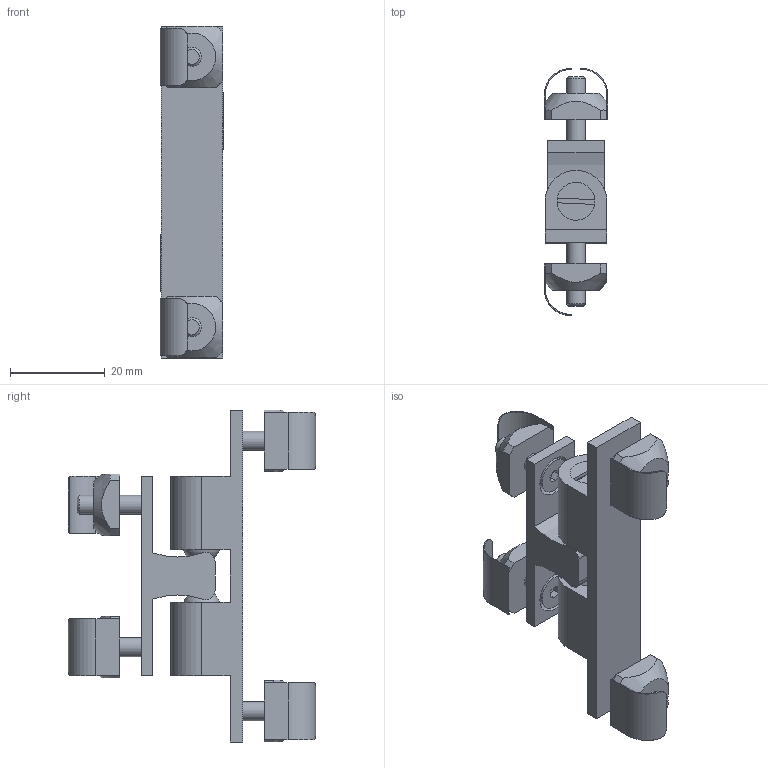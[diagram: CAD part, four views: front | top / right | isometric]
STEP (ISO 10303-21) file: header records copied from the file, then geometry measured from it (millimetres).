
FILE_DESCRIPTION(/* description */ ('Gleitmutter mit Federblech'),/* implementation_level */ '2;1');
FILE_NAME(/* name */ '211757-2.step',/* time_stamp */ '2021-08-27T13:33:57+02:00',/* author */ ('Oster'),/* organization */ (''),/* preprocessor_version */ 'ST-DEVELOPER v18.1',/* originating_system */ 'Autodesk Inventor 2021',/* authorisation */ '');
FILE_SCHEMA (('AUTOMOTIVE_DESIGN { 1 0 10303 214 3 1 1 }'));
Length unit declared in the file: millimetre
Products named in the file (6): MTW_1-00056722; 21-1757-1FZ.000; leer; leer_1; leer_2; 21-1351-2FZ.005
Assembly tree (11 placements, depth 3):
  MTW_1-00056722
    21-1757-1FZ.000
      leer
      leer_1
    leer_2  x4
    21-1351-2FZ.005  x4
Bounding box: 13.4 x 52.1 x 70 mm (x, y, z)
Volume: 12514.6 mm3; surface area: 10848.5 mm2
Topology: 12 solids, 12 shells, 190 faces, 478 edges, 312 vertices
Faces by surface type: plane 120, cylinder 46, cone 20, sphere 4
Full cylindrical faces by diameter (mm): 4 x8, 4.2 x2, 4.3 x2, 7.53 x4, 8 x4
Entity records: 2960 total; most frequent: CARTESIAN_POINT 538, DIRECTION 479, ORIENTED_EDGE 436, EDGE_CURVE 218, AXIS2_PLACEMENT_3D 173, VERTEX_POINT 144, LINE 133, VECTOR 133
